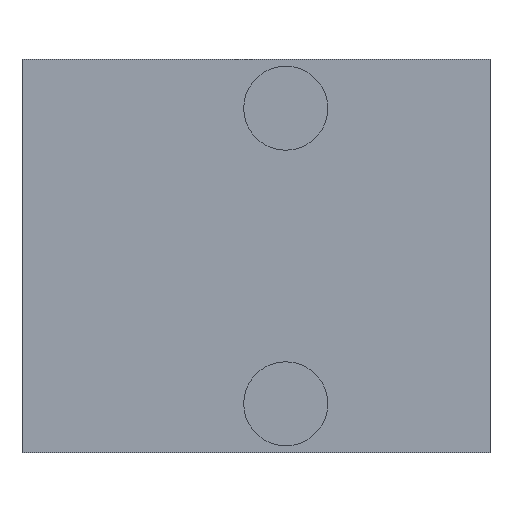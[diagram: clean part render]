
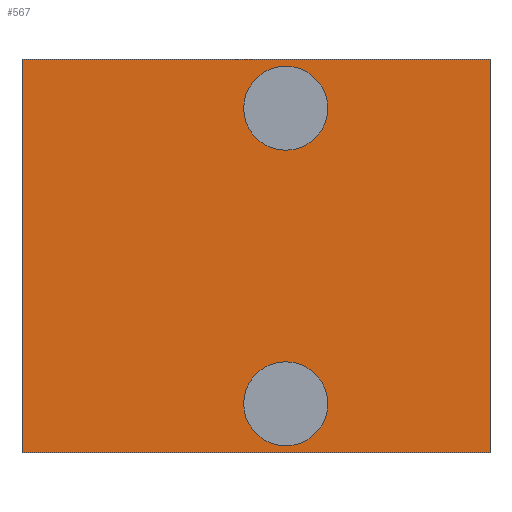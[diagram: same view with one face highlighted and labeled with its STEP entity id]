
A CAD part, front view. The second image highlights one B-rep face of the part: STEP entity #567.
In plain terms, the highlighted planar face has unit normal (0, -1, 0).
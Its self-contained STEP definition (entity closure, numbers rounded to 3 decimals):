
#9 = EDGE_CURVE ( 'NONE', #122, #331, #130, .T. ) ;
#15 = CARTESIAN_POINT ( 'NONE',  ( 10.2, 0., -13.315 ) ) ;
#17 = VECTOR ( 'NONE', #103, 1000. ) ;
#27 = AXIS2_PLACEMENT_3D ( 'NONE', #181, #383, #563 ) ;
#53 = CARTESIAN_POINT ( 'NONE',  ( 0., 0., 0. ) ) ;
#71 = EDGE_CURVE ( 'NONE', #109, #377, #401, .T. ) ;
#72 = VERTEX_POINT ( 'NONE', #195 ) ;
#74 = EDGE_LOOP ( 'NONE', ( #571, #176 ) ) ;
#94 = EDGE_CURVE ( 'NONE', #72, #150, #266, .T. ) ;
#103 = DIRECTION ( 'NONE',  ( 1., 0., 0. ) ) ;
#108 = DIRECTION ( 'NONE',  ( 0., -1., 0. ) ) ;
#109 = VERTEX_POINT ( 'NONE', #168 ) ;
#118 = EDGE_CURVE ( 'NONE', #331, #390, #556, .T. ) ;
#122 = VERTEX_POINT ( 'NONE', #208 ) ;
#130 = LINE ( 'NONE', #340, #548 ) ;
#150 = VERTEX_POINT ( 'NONE', #457 ) ;
#152 = CARTESIAN_POINT ( 'NONE',  ( 18.1, 0., 0. ) ) ;
#168 = CARTESIAN_POINT ( 'NONE',  ( 10.2, 0., -3.51 ) ) ;
#172 = AXIS2_PLACEMENT_3D ( 'NONE', #15, #108, #416 ) ;
#176 = ORIENTED_EDGE ( 'NONE', *, *, #201, .F. ) ;
#181 = CARTESIAN_POINT ( 'NONE',  ( 10.2, 0., -1.885 ) ) ;
#193 = DIRECTION ( 'NONE',  ( 0., 0., -1. ) ) ;
#195 = CARTESIAN_POINT ( 'NONE',  ( 10.2, 0., -11.69 ) ) ;
#201 = EDGE_CURVE ( 'NONE', #150, #72, #483, .T. ) ;
#203 = CARTESIAN_POINT ( 'NONE',  ( 0., 0., 0. ) ) ;
#206 = DIRECTION ( 'NONE',  ( 0., 0., -1. ) ) ;
#208 = CARTESIAN_POINT ( 'NONE',  ( 0., 0., -15.2 ) ) ;
#212 = DIRECTION ( 'NONE',  ( 0., -1., 0. ) ) ;
#225 = ORIENTED_EDGE ( 'NONE', *, *, #71, .F. ) ;
#236 = CARTESIAN_POINT ( 'NONE',  ( 0., 0., -15.2 ) ) ;
#237 = DIRECTION ( 'NONE',  ( 0., 0., 1. ) ) ;
#242 = EDGE_LOOP ( 'NONE', ( #562, #292, #311, #450 ) ) ;
#243 = CARTESIAN_POINT ( 'NONE',  ( 10.2, 0., -1.885 ) ) ;
#244 = FACE_OUTER_BOUND ( 'NONE', #242, .T. ) ;
#266 = CIRCLE ( 'NONE', #580, 1.625 ) ;
#277 = AXIS2_PLACEMENT_3D ( 'NONE', #203, #496, #206 ) ;
#287 = AXIS2_PLACEMENT_3D ( 'NONE', #243, #533, #636 ) ;
#292 = ORIENTED_EDGE ( 'NONE', *, *, #386, .F. ) ;
#311 = ORIENTED_EDGE ( 'NONE', *, *, #561, .F. ) ;
#318 = EDGE_CURVE ( 'NONE', #377, #109, #581, .T. ) ;
#322 = CARTESIAN_POINT ( 'NONE',  ( 0., 0., 0. ) ) ;
#331 = VERTEX_POINT ( 'NONE', #322 ) ;
#340 = CARTESIAN_POINT ( 'NONE',  ( 0., 0., 0. ) ) ;
#364 = PLANE ( 'NONE',  #277 ) ;
#377 = VERTEX_POINT ( 'NONE', #484 ) ;
#383 = DIRECTION ( 'NONE',  ( 0., -1., 0. ) ) ;
#386 = EDGE_CURVE ( 'NONE', #618, #122, #534, .T. ) ;
#390 = VERTEX_POINT ( 'NONE', #582 ) ;
#391 = DIRECTION ( 'NONE',  ( -1., 0., 0. ) ) ;
#401 = CIRCLE ( 'NONE', #287, 1.625 ) ;
#416 = DIRECTION ( 'NONE',  ( 0., 0., -1. ) ) ;
#443 = CARTESIAN_POINT ( 'NONE',  ( 18.1, 0., -15.2 ) ) ;
#446 = LINE ( 'NONE', #152, #510 ) ;
#450 = ORIENTED_EDGE ( 'NONE', *, *, #118, .F. ) ;
#457 = CARTESIAN_POINT ( 'NONE',  ( 10.2, 0., -14.94 ) ) ;
#483 = CIRCLE ( 'NONE', #172, 1.625 ) ;
#484 = CARTESIAN_POINT ( 'NONE',  ( 10.2, 0., -0.26 ) ) ;
#496 = DIRECTION ( 'NONE',  ( 0., -1., 0. ) ) ;
#500 = CARTESIAN_POINT ( 'NONE',  ( 10.2, 0., -13.315 ) ) ;
#502 = FACE_BOUND ( 'NONE', #74, .T. ) ;
#506 = FACE_BOUND ( 'NONE', #525, .T. ) ;
#508 = DIRECTION ( 'NONE',  ( 0., 0., -1. ) ) ;
#510 = VECTOR ( 'NONE', #193, 1000. ) ;
#521 = ORIENTED_EDGE ( 'NONE', *, *, #318, .F. ) ;
#525 = EDGE_LOOP ( 'NONE', ( #521, #225 ) ) ;
#533 = DIRECTION ( 'NONE',  ( 0., -1., 0. ) ) ;
#534 = LINE ( 'NONE', #236, #627 ) ;
#548 = VECTOR ( 'NONE', #237, 1000. ) ;
#556 = LINE ( 'NONE', #53, #17 ) ;
#561 = EDGE_CURVE ( 'NONE', #390, #618, #446, .T. ) ;
#562 = ORIENTED_EDGE ( 'NONE', *, *, #9, .F. ) ;
#563 = DIRECTION ( 'NONE',  ( 0., 0., -1. ) ) ;
#567 = ADVANCED_FACE ( 'NONE', ( #502, #506, #244 ), #364, .T. ) ;
#571 = ORIENTED_EDGE ( 'NONE', *, *, #94, .F. ) ;
#580 = AXIS2_PLACEMENT_3D ( 'NONE', #500, #212, #508 ) ;
#581 = CIRCLE ( 'NONE', #27, 1.625 ) ;
#582 = CARTESIAN_POINT ( 'NONE',  ( 18.1, 0., 0. ) ) ;
#618 = VERTEX_POINT ( 'NONE', #443 ) ;
#627 = VECTOR ( 'NONE', #391, 1000. ) ;
#636 = DIRECTION ( 'NONE',  ( 0., 0., -1. ) ) ;
